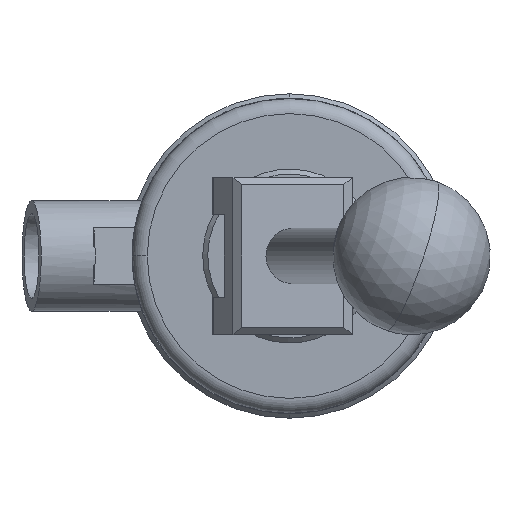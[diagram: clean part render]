
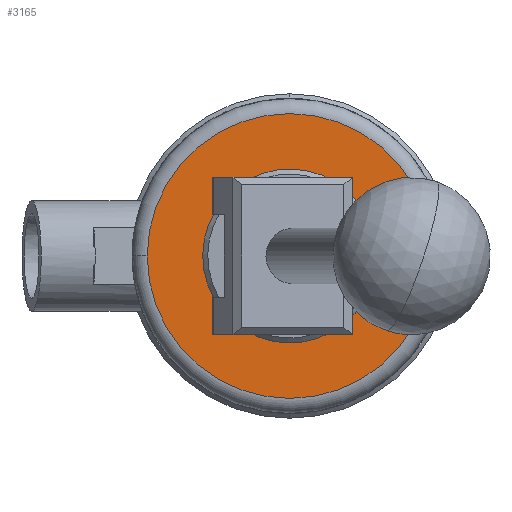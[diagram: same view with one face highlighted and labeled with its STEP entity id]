
A CAD part, front view. The second image highlights one B-rep face of the part: STEP entity #3165.
In plain terms, the highlighted planar face has unit normal (0, -1, 0).
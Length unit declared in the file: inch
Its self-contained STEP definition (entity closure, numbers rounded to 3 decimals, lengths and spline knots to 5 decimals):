
#179 = VERTEX_POINT ( 'NONE', #12862 ) ;
#418 = CIRCLE ( 'NONE', #9235, 1.13 ) ;
#420 = ORIENTED_EDGE ( 'NONE', *, *, #13355, .T. ) ;
#860 = CARTESIAN_POINT ( 'NONE',  ( -0.348, 0., 0. ) ) ;
#1067 = DIRECTION ( 'NONE',  ( 1., 0., 0. ) ) ;
#1124 = VERTEX_POINT ( 'NONE', #860 ) ;
#1710 = EDGE_CURVE ( 'NONE', #179, #17255, #418, .T. ) ;
#1883 = ORIENTED_EDGE ( 'NONE', *, *, #8074, .F. ) ;
#1902 = DIRECTION ( 'NONE',  ( 0., -1., 0. ) ) ;
#2546 = DIRECTION ( 'NONE',  ( 1., 0., 0. ) ) ;
#3165 = ADVANCED_FACE ( 'NONE', ( #19274, #5868 ), #6065, .T. ) ;
#4265 = DIRECTION ( 'NONE',  ( 1., 0., 0. ) ) ;
#5803 = DIRECTION ( 'NONE',  ( 0., -1., 0. ) ) ;
#5805 = AXIS2_PLACEMENT_3D ( 'NONE', #9826, #7005, #2546 ) ;
#5831 = AXIS2_PLACEMENT_3D ( 'NONE', #14865, #15067, #4265 ) ;
#5868 = FACE_BOUND ( 'NONE', #17022, .T. ) ;
#6065 = PLANE ( 'NONE',  #5831 ) ;
#6542 = EDGE_CURVE ( 'NONE', #1124, #8242, #17978, .T. ) ;
#7005 = DIRECTION ( 'NONE',  ( 0., -1., 0. ) ) ;
#7813 = CARTESIAN_POINT ( 'NONE',  ( 0., 0., 0. ) ) ;
#7983 = EDGE_LOOP ( 'NONE', ( #18191, #420 ) ) ;
#8074 = EDGE_CURVE ( 'NONE', #8242, #1124, #17578, .T. ) ;
#8242 = VERTEX_POINT ( 'NONE', #14572 ) ;
#8557 = CARTESIAN_POINT ( 'NONE',  ( 0., 0., 0. ) ) ;
#9235 = AXIS2_PLACEMENT_3D ( 'NONE', #7813, #1902, #13806 ) ;
#9322 = CARTESIAN_POINT ( 'NONE',  ( -1.13, 0., 0. ) ) ;
#9826 = CARTESIAN_POINT ( 'NONE',  ( 0., 0., 0. ) ) ;
#10371 = CARTESIAN_POINT ( 'NONE',  ( 0., 0., 0. ) ) ;
#12862 = CARTESIAN_POINT ( 'NONE',  ( 1.13, 0., 0. ) ) ;
#13162 = ORIENTED_EDGE ( 'NONE', *, *, #6542, .F. ) ;
#13355 = EDGE_CURVE ( 'NONE', #17255, #179, #14053, .T. ) ;
#13435 = AXIS2_PLACEMENT_3D ( 'NONE', #8557, #14535, #1067 ) ;
#13806 = DIRECTION ( 'NONE',  ( 1., 0., 0. ) ) ;
#14053 = CIRCLE ( 'NONE', #13435, 1.13 ) ;
#14535 = DIRECTION ( 'NONE',  ( 0., -1., 0. ) ) ;
#14572 = CARTESIAN_POINT ( 'NONE',  ( 0.348, 0., 0. ) ) ;
#14865 = CARTESIAN_POINT ( 'NONE',  ( 0., 0., -0.348 ) ) ;
#15067 = DIRECTION ( 'NONE',  ( 0., -1., 0. ) ) ;
#17022 = EDGE_LOOP ( 'NONE', ( #1883, #13162 ) ) ;
#17255 = VERTEX_POINT ( 'NONE', #9322 ) ;
#17578 = CIRCLE ( 'NONE', #18226, 0.348 ) ;
#17978 = CIRCLE ( 'NONE', #5805, 0.348 ) ;
#18191 = ORIENTED_EDGE ( 'NONE', *, *, #1710, .T. ) ;
#18226 = AXIS2_PLACEMENT_3D ( 'NONE', #10371, #5803, #19207 ) ;
#19207 = DIRECTION ( 'NONE',  ( 1., 0., 0. ) ) ;
#19274 = FACE_OUTER_BOUND ( 'NONE', #7983, .T. ) ;
